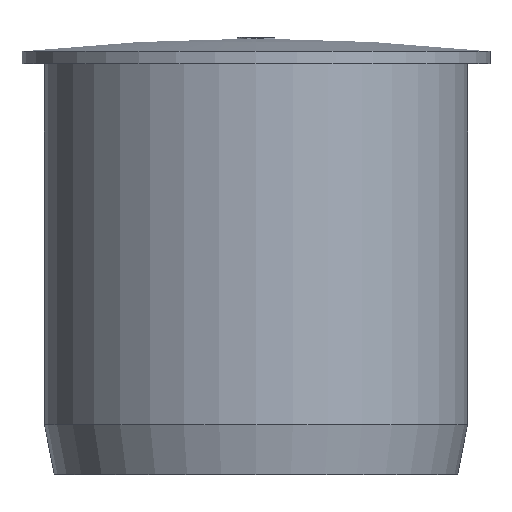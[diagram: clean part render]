
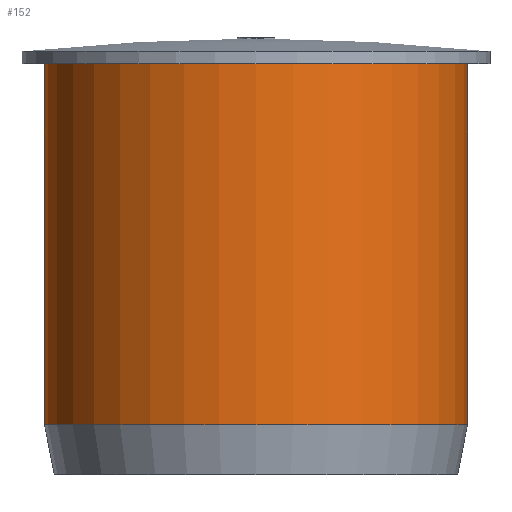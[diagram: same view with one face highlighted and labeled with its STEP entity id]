
A CAD part, front view. The second image highlights one B-rep face of the part: STEP entity #152.
In plain terms, the highlighted cylindrical face has radius 8.5 mm (diameter 17 mm), a full revolution.
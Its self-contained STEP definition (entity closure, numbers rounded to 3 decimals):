
#152=ADVANCED_FACE('',(#184,#185),#178,.T.);
#178=CYLINDRICAL_SURFACE('',#469,8.5);
#184=FACE_BOUND('',#199,.T.);
#185=FACE_BOUND('',#200,.T.);
#199=EDGE_LOOP('',(#234));
#200=EDGE_LOOP('',(#235));
#234=ORIENTED_EDGE('',*,*,#390,.T.);
#235=ORIENTED_EDGE('',*,*,#389,.T.);
#348=VERTEX_POINT('',#607);
#349=VERTEX_POINT('',#610);
#389=EDGE_CURVE('',#348,#348,#447,.T.);
#390=EDGE_CURVE('',#349,#349,#448,.T.);
#447=CIRCLE('',#466,8.5);
#448=CIRCLE('',#468,8.5);
#466=AXIS2_PLACEMENT_3D('',#606,#508,#509);
#468=AXIS2_PLACEMENT_3D('',#609,#512,#513);
#469=AXIS2_PLACEMENT_3D('',#611,#514,#515);
#508=DIRECTION('',(0.,0.,-1.));
#509=DIRECTION('',(-1.,0.,0.));
#512=DIRECTION('',(0.,0.,1.));
#513=DIRECTION('',(1.,0.,0.));
#514=DIRECTION('',(0.,0.,-1.));
#515=DIRECTION('',(-1.,0.,0.));
#606=CARTESIAN_POINT('',(0.,0.,0.));
#607=CARTESIAN_POINT('',(-8.5,0.,0.));
#609=CARTESIAN_POINT('',(0.,0.,-14.5));
#610=CARTESIAN_POINT('',(8.5,0.,-14.5));
#611=CARTESIAN_POINT('',(0.,0.,0.));
